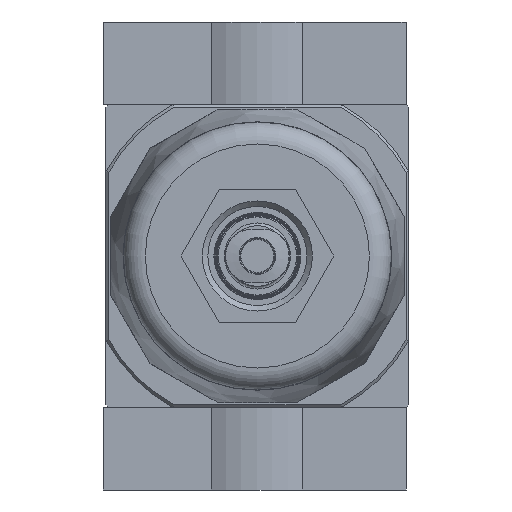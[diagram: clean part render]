
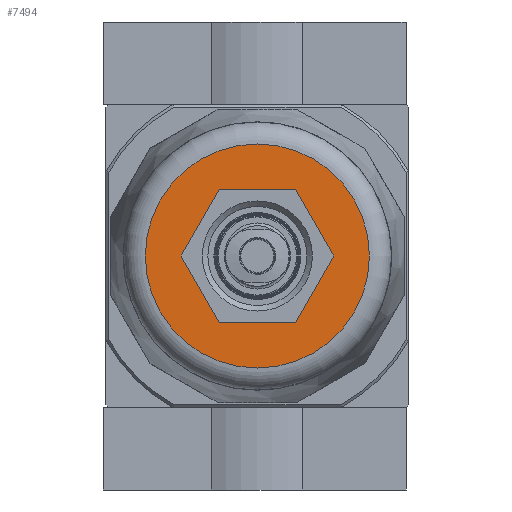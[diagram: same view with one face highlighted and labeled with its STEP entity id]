
A CAD part, front view. The second image highlights one B-rep face of the part: STEP entity #7494.
In plain terms, the highlighted planar face has unit normal (0, -1, 0).
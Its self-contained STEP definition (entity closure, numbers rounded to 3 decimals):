
#269=LINE('',#11053,#652);
#270=LINE('',#11056,#653);
#271=LINE('',#11058,#654);
#272=LINE('',#11060,#655);
#273=LINE('',#11062,#656);
#274=LINE('',#11064,#657);
#652=VECTOR('',#8795,1000.);
#653=VECTOR('',#8796,1000.);
#654=VECTOR('',#8797,1000.);
#655=VECTOR('',#8798,1000.);
#656=VECTOR('',#8799,1000.);
#657=VECTOR('',#8800,1000.);
#1005=PLANE('',#7948);
#1586=ORIENTED_EDGE('',*,*,#3135,.T.);
#1587=ORIENTED_EDGE('',*,*,#3136,.T.);
#1588=ORIENTED_EDGE('',*,*,#3137,.T.);
#1589=ORIENTED_EDGE('',*,*,#3138,.T.);
#1590=ORIENTED_EDGE('',*,*,#3139,.T.);
#1591=ORIENTED_EDGE('',*,*,#3140,.T.);
#1592=ORIENTED_EDGE('',*,*,#3141,.T.);
#3135=EDGE_CURVE('',#3905,#3905,#4397,.T.);
#3136=EDGE_CURVE('',#3906,#3907,#269,.T.);
#3137=EDGE_CURVE('',#3907,#3908,#270,.T.);
#3138=EDGE_CURVE('',#3908,#3909,#271,.T.);
#3139=EDGE_CURVE('',#3909,#3910,#272,.T.);
#3140=EDGE_CURVE('',#3910,#3911,#273,.T.);
#3141=EDGE_CURVE('',#3911,#3906,#274,.T.);
#3905=VERTEX_POINT('',#11051);
#3906=VERTEX_POINT('',#11054);
#3907=VERTEX_POINT('',#11055);
#3908=VERTEX_POINT('',#11057);
#3909=VERTEX_POINT('',#11059);
#3910=VERTEX_POINT('',#11061);
#3911=VERTEX_POINT('',#11063);
#4397=CIRCLE('',#7947,20.35);
#4712=EDGE_LOOP('',(#1586));
#4713=EDGE_LOOP('',(#1587,#1588,#1589,#1590,#1591,#1592));
#5241=FACE_BOUND('',#4712,.T.);
#5242=FACE_BOUND('',#4713,.T.);
#7494=ADVANCED_FACE('',(#5241,#5242),#1005,.F.);
#7947=AXIS2_PLACEMENT_3D('',#11050,#8791,#8792);
#7948=AXIS2_PLACEMENT_3D('',#11052,#8793,#8794);
#8791=DIRECTION('',(0.,-1.,0.));
#8792=DIRECTION('',(0.,0.,-1.));
#8793=DIRECTION('',(0.,1.,0.));
#8794=DIRECTION('',(0.,0.,1.));
#8795=DIRECTION('',(0.,0.,1.));
#8796=DIRECTION('',(0.866,0.,0.5));
#8797=DIRECTION('',(0.866,0.,-0.5));
#8798=DIRECTION('',(0.,0.,-1.));
#8799=DIRECTION('',(-0.866,0.,-0.5));
#8800=DIRECTION('',(-0.866,0.,0.5));
#11050=CARTESIAN_POINT('',(0.,-145.7,0.));
#11051=CARTESIAN_POINT('',(0.,-145.7,-20.35));
#11052=CARTESIAN_POINT('',(20.35,-145.7,0.));
#11053=CARTESIAN_POINT('',(-12.,-145.7,-6.928));
#11054=CARTESIAN_POINT('',(-12.,-145.7,-6.928));
#11055=CARTESIAN_POINT('',(-12.,-145.7,6.928));
#11056=CARTESIAN_POINT('',(-12.,-145.7,6.928));
#11057=CARTESIAN_POINT('',(0.,-145.7,13.856));
#11058=CARTESIAN_POINT('',(0.,-145.7,13.856));
#11059=CARTESIAN_POINT('',(12.,-145.7,6.928));
#11060=CARTESIAN_POINT('',(12.,-145.7,6.928));
#11061=CARTESIAN_POINT('',(12.,-145.7,-6.928));
#11062=CARTESIAN_POINT('',(12.,-145.7,-6.928));
#11063=CARTESIAN_POINT('',(0.,-145.7,-13.856));
#11064=CARTESIAN_POINT('',(0.,-145.7,-13.856));
